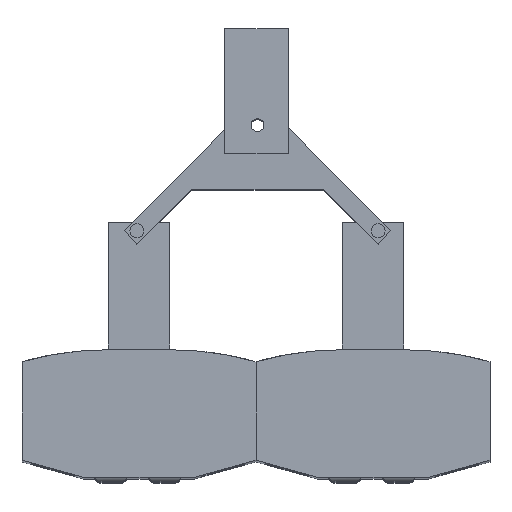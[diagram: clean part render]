
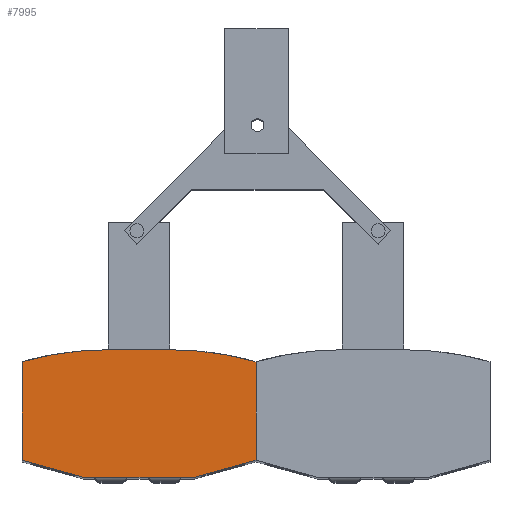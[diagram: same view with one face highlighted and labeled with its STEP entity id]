
A CAD part, top view. The second image highlights one B-rep face of the part: STEP entity #7995.
In plain terms, the highlighted planar face has unit normal (0, 0, 1).
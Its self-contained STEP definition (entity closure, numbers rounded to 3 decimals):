
#626 = CIRCLE ( 'NONE', #7343, 152.334 ) ;
#880 = DIRECTION ( 'NONE',  ( 0., 0., -1. ) ) ;
#2445 = VECTOR ( 'NONE', #4827, 1000. ) ;
#2563 = CARTESIAN_POINT ( 'NONE',  ( -92.978, -70.17, 0. ) ) ;
#2946 = LINE ( 'NONE', #12525, #11011 ) ;
#3032 = VERTEX_POINT ( 'NONE', #11588 ) ;
#3292 = VECTOR ( 'NONE', #4088, 1000. ) ;
#3396 = EDGE_CURVE ( 'NONE', #18708, #9747, #17102, .T. ) ;
#3498 = ORIENTED_EDGE ( 'NONE', *, *, #18252, .F. ) ;
#3723 = PLANE ( 'NONE',  #17702 ) ;
#3853 = DIRECTION ( 'NONE',  ( 0., 0., 1. ) ) ;
#3884 = EDGE_LOOP ( 'NONE', ( #8872, #13745, #20482, #21625, #15197, #17872, #3498, #4466 ) ) ;
#4088 = DIRECTION ( 'NONE',  ( 0., -1., 0. ) ) ;
#4466 = ORIENTED_EDGE ( 'NONE', *, *, #4864, .T. ) ;
#4658 = DIRECTION ( 'NONE',  ( -1., 0., 0. ) ) ;
#4708 = CARTESIAN_POINT ( 'NONE',  ( 17.022, -23.787, 0. ) ) ;
#4827 = DIRECTION ( 'NONE',  ( -0.964, 0.264, 0. ) ) ;
#4864 = EDGE_CURVE ( 'NONE', #8641, #9700, #11876, .T. ) ;
#4868 = FACE_OUTER_BOUND ( 'NONE', #3884, .T. ) ;
#5262 = VECTOR ( 'NONE', #4658, 1000. ) ;
#5633 = DIRECTION ( 'NONE',  ( 1., 0., 0. ) ) ;
#5737 = EDGE_CURVE ( 'NONE', #20603, #15641, #14426, .T. ) ;
#6150 = CARTESIAN_POINT ( 'NONE',  ( 19.065, -69.611, 0. ) ) ;
#7086 = CIRCLE ( 'NONE', #22084, 152.334 ) ;
#7153 = CARTESIAN_POINT ( 'NONE',  ( 0., 0., 0. ) ) ;
#7343 = AXIS2_PLACEMENT_3D ( 'NONE', #14117, #3853, #15874 ) ;
#7911 = DIRECTION ( 'NONE',  ( 0.964, 0.264, 0. ) ) ;
#7973 = VECTOR ( 'NONE', #7911, 1000. ) ;
#7995 = ADVANCED_FACE ( 'NONE', ( #4868 ), #3723, .T. ) ;
#8413 = EDGE_CURVE ( 'NONE', #3032, #9700, #11590, .T. ) ;
#8641 = VERTEX_POINT ( 'NONE', #10917 ) ;
#8872 = ORIENTED_EDGE ( 'NONE', *, *, #8413, .F. ) ;
#9592 = EDGE_CURVE ( 'NONE', #18351, #20603, #626, .T. ) ;
#9700 = VERTEX_POINT ( 'NONE', #2563 ) ;
#9747 = VERTEX_POINT ( 'NONE', #14647 ) ;
#10615 = DIRECTION ( 'NONE',  ( 1., 0., 0. ) ) ;
#10917 = CARTESIAN_POINT ( 'NONE',  ( -92.978, -23.787, 0. ) ) ;
#11011 = VECTOR ( 'NONE', #14236, 1000. ) ;
#11176 = CARTESIAN_POINT ( 'NONE',  ( -51.92, -170.484, 0. ) ) ;
#11588 = CARTESIAN_POINT ( 'NONE',  ( -63.842, -78.15, 0. ) ) ;
#11590 = LINE ( 'NONE', #20281, #2445 ) ;
#11862 = CARTESIAN_POINT ( 'NONE',  ( -23.581, -18.15, 0. ) ) ;
#11876 = LINE ( 'NONE', #12657, #3292 ) ;
#12525 = CARTESIAN_POINT ( 'NONE',  ( 17.022, -18.15, 0. ) ) ;
#12657 = CARTESIAN_POINT ( 'NONE',  ( -92.978, -18.15, 0. ) ) ;
#12908 = DIRECTION ( 'NONE',  ( 1., 0., 0. ) ) ;
#13745 = ORIENTED_EDGE ( 'NONE', *, *, #17054, .T. ) ;
#14117 = CARTESIAN_POINT ( 'NONE',  ( -24.037, -170.484, 0. ) ) ;
#14236 = DIRECTION ( 'NONE',  ( 0., 1., 0. ) ) ;
#14426 = LINE ( 'NONE', #16689, #5262 ) ;
#14647 = CARTESIAN_POINT ( 'NONE',  ( 17.022, -70.17, 0. ) ) ;
#15197 = ORIENTED_EDGE ( 'NONE', *, *, #9592, .T. ) ;
#15641 = VERTEX_POINT ( 'NONE', #20029 ) ;
#15874 = DIRECTION ( 'NONE',  ( 1., 0., 0. ) ) ;
#15970 = CARTESIAN_POINT ( 'NONE',  ( -92.978, -78.15, 0. ) ) ;
#16689 = CARTESIAN_POINT ( 'NONE',  ( -92.978, -18.15, 0. ) ) ;
#16884 = VECTOR ( 'NONE', #5633, 1000. ) ;
#17054 = EDGE_CURVE ( 'NONE', #3032, #18708, #20936, .T. ) ;
#17102 = LINE ( 'NONE', #6150, #7973 ) ;
#17702 = AXIS2_PLACEMENT_3D ( 'NONE', #7153, #20957, #10615 ) ;
#17872 = ORIENTED_EDGE ( 'NONE', *, *, #5737, .T. ) ;
#18252 = EDGE_CURVE ( 'NONE', #8641, #15641, #7086, .T. ) ;
#18351 = VERTEX_POINT ( 'NONE', #4708 ) ;
#18708 = VERTEX_POINT ( 'NONE', #21106 ) ;
#20029 = CARTESIAN_POINT ( 'NONE',  ( -52.376, -18.15, 0. ) ) ;
#20281 = CARTESIAN_POINT ( 'NONE',  ( -24.364, -88.962, 0. ) ) ;
#20482 = ORIENTED_EDGE ( 'NONE', *, *, #3396, .T. ) ;
#20603 = VERTEX_POINT ( 'NONE', #11862 ) ;
#20798 = EDGE_CURVE ( 'NONE', #9747, #18351, #2946, .T. ) ;
#20936 = LINE ( 'NONE', #15970, #16884 ) ;
#20957 = DIRECTION ( 'NONE',  ( 0., 0., 1. ) ) ;
#21106 = CARTESIAN_POINT ( 'NONE',  ( -12.115, -78.15, 0. ) ) ;
#21625 = ORIENTED_EDGE ( 'NONE', *, *, #20798, .T. ) ;
#22084 = AXIS2_PLACEMENT_3D ( 'NONE', #11176, #880, #12908 ) ;
